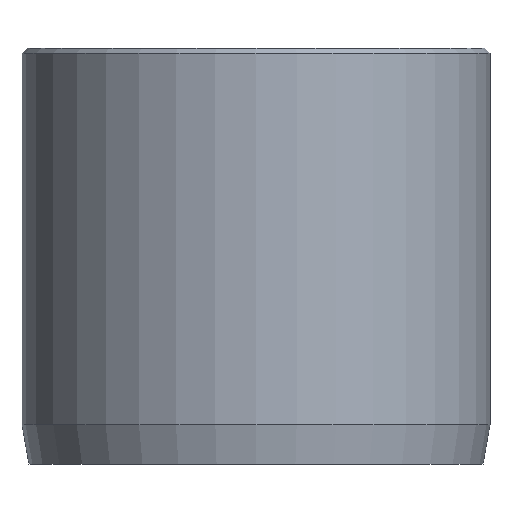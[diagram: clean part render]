
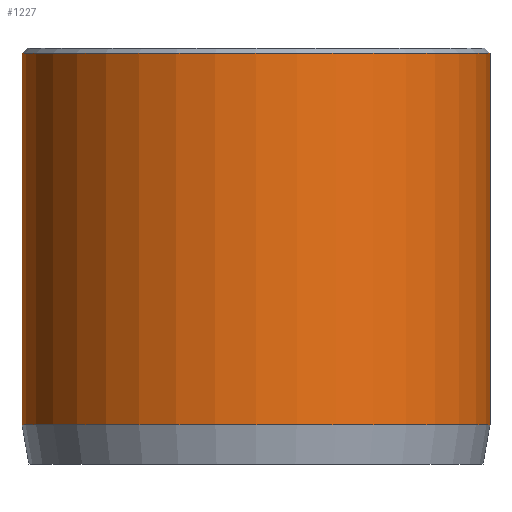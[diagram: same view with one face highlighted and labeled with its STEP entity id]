
A CAD part, front view. The second image highlights one B-rep face of the part: STEP entity #1227.
In plain terms, the highlighted cylindrical face has radius 9 mm (diameter 18 mm), a partial arc.
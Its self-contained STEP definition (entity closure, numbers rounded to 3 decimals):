
#19 = DIRECTION ( 'NONE',  ( 0., 0., -1. ) ) ;
#78 = LINE ( 'NONE', #695, #817 ) ;
#95 = CARTESIAN_POINT ( 'NONE',  ( 0., 0., 1.5 ) ) ;
#110 = CIRCLE ( 'NONE', #308, 9. ) ;
#148 = DIRECTION ( 'NONE',  ( 0., 0., -1. ) ) ;
#165 = EDGE_CURVE ( 'NONE', #467, #1192, #418, .T. ) ;
#193 = DIRECTION ( 'NONE',  ( 1., 0., 0. ) ) ;
#209 = FACE_OUTER_BOUND ( 'NONE', #772, .T. ) ;
#249 = DIRECTION ( 'NONE',  ( 1., 0., 0. ) ) ;
#288 = EDGE_CURVE ( 'NONE', #1192, #886, #581, .T. ) ;
#308 = AXIS2_PLACEMENT_3D ( 'NONE', #95, #780, #193 ) ;
#333 = AXIS2_PLACEMENT_3D ( 'NONE', #447, #443, #249 ) ;
#374 = ORIENTED_EDGE ( 'NONE', *, *, #499, .T. ) ;
#376 = VERTEX_POINT ( 'NONE', #938 ) ;
#418 = CIRCLE ( 'NONE', #333, 9. ) ;
#443 = DIRECTION ( 'NONE',  ( 0., 0., -1. ) ) ;
#447 = CARTESIAN_POINT ( 'NONE',  ( 0., 0., 15.8 ) ) ;
#467 = VERTEX_POINT ( 'NONE', #667 ) ;
#475 = CARTESIAN_POINT ( 'NONE',  ( -9., 0., 1.5 ) ) ;
#499 = EDGE_CURVE ( 'NONE', #886, #376, #110, .T. ) ;
#504 = CARTESIAN_POINT ( 'NONE',  ( -9., 0., 15.8 ) ) ;
#549 = VECTOR ( 'NONE', #148, 1000. ) ;
#581 = LINE ( 'NONE', #825, #549 ) ;
#667 = CARTESIAN_POINT ( 'NONE',  ( 9., 0., 15.8 ) ) ;
#695 = CARTESIAN_POINT ( 'NONE',  ( 9., 0., 16. ) ) ;
#698 = CARTESIAN_POINT ( 'NONE',  ( 0., 0., 16. ) ) ;
#734 = ORIENTED_EDGE ( 'NONE', *, *, #1213, .F. ) ;
#772 = EDGE_LOOP ( 'NONE', ( #734, #1197, #1105, #374 ) ) ;
#780 = DIRECTION ( 'NONE',  ( 0., 0., 1. ) ) ;
#802 = DIRECTION ( 'NONE',  ( -1., 0., 0. ) ) ;
#817 = VECTOR ( 'NONE', #19, 1000. ) ;
#825 = CARTESIAN_POINT ( 'NONE',  ( -9., 0., 16. ) ) ;
#886 = VERTEX_POINT ( 'NONE', #475 ) ;
#938 = CARTESIAN_POINT ( 'NONE',  ( 9., 0., 1.5 ) ) ;
#956 = CYLINDRICAL_SURFACE ( 'NONE', #1038, 9. ) ;
#1038 = AXIS2_PLACEMENT_3D ( 'NONE', #698, #1089, #802 ) ;
#1089 = DIRECTION ( 'NONE',  ( 0., 0., -1. ) ) ;
#1105 = ORIENTED_EDGE ( 'NONE', *, *, #288, .T. ) ;
#1192 = VERTEX_POINT ( 'NONE', #504 ) ;
#1197 = ORIENTED_EDGE ( 'NONE', *, *, #165, .T. ) ;
#1213 = EDGE_CURVE ( 'NONE', #467, #376, #78, .T. ) ;
#1227 = ADVANCED_FACE ( 'NONE', ( #209 ), #956, .T. ) ;
